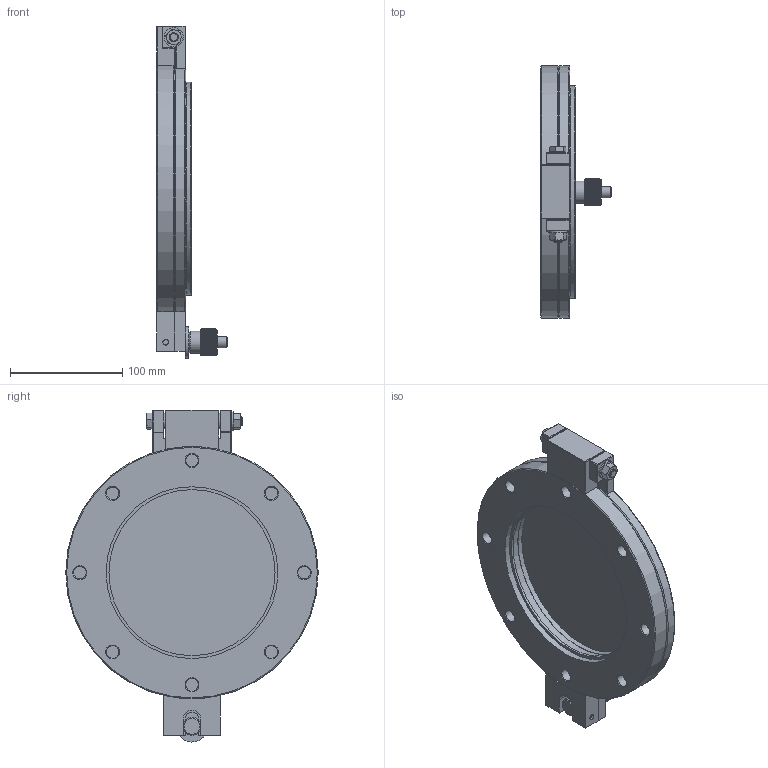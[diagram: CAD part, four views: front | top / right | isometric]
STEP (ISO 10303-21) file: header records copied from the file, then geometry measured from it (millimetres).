
FILE_DESCRIPTION((''),'2;1');
FILE_NAME('2538010-0160.stp','2012-10-02T13:08:20',('doris_chen'),(''),'Autodesk Inventor 2013','Autodesk Inventor 2013','');
FILE_SCHEMA(('AUTOMOTIVE_DESIGN { 1 0 10303 214 1 1 1 1 }'));
Length unit declared in the file: millimetre
Products named in the file (19): 2538010-0160; 2538010-01601; 2538010-01602; 2538010-01603; 2538010-01604; 2538010-01605; AS-164; CV10700-002904; AV10700-002903; 2538010-01606; HV10700-001111; 2538100-060009(AV10700-002909); AV10700-001108; DIN EN ISO 4762 M6 x 40; JIS B 1181 - 加工 類別 1 - 公制 類別 1 - 加工M8; JIS B 1256 8.4; HV10700-001110; JIS B 1180 A - 公制 A M8 x 1 x 80; CNS 4558 M5 x 10
Assembly tree (24 placements, depth 2):
  2538010-0160
    2538010-01601
    2538010-01602
    2538010-01603
    2538010-01604
    2538010-01605
    AS-164
    CV10700-002904
    AV10700-002903
    2538010-01606
    HV10700-001111
    2538100-060009(AV10700-002909)
    AV10700-001108
    DIN EN ISO 4762 M6 x 40
    JIS B 1181 - 加工 類別 1 - 公制 類別 1 - 加工M8
    JIS B 1256 8.4
    HV10700-001110  x2
    JIS B 1180 A - 公制 A M8 x 1 x 80
    CNS 4558 M5 x 10  x6
Bounding box: 63 x 225 x 295.98 mm (x, y, z)
Volume: 770597.5 mm3; surface area: 247769.3 mm2
Topology: 24 solids, 24 shells, 651 faces, 1624 edges, 1036 vertices
Faces by surface type: plane 389, cylinder 175, cone 71, torus 16
Full cylindrical faces by diameter (mm): 4.134 x6, 4.917 x1, 5 x6, 5.3 x6, 6 x1, 6.5 x1, 6.647 x1, 8 x4, 8.376 x1, 8.4 x1, 10 x9, 10.5 x1, 11.2 x8, 11.63 x1, 14 x2, 15 x8, 16 x1, 17 x1, 20 x1, 28 x1, 148.1 x1, 152.4 x2, 152.9 x1, 153.2 x1, 158.42 x2, 164.82 x2, 170 x2, 190 x1, 225 x2
Entity records: 17106 total; most frequent: CARTESIAN_POINT 3882, ORIENTED_EDGE 2650, DIRECTION 2582, EDGE_CURVE 1325, AXIS2_PLACEMENT_3D 1028, VERTEX_POINT 916, EDGE_LOOP 777, FACE_OUTER_BOUND 582
